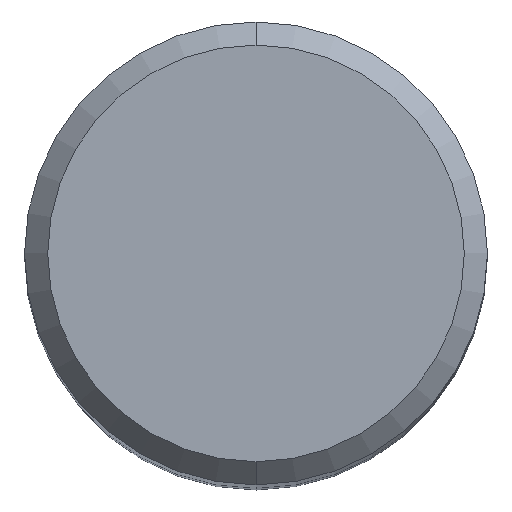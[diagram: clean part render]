
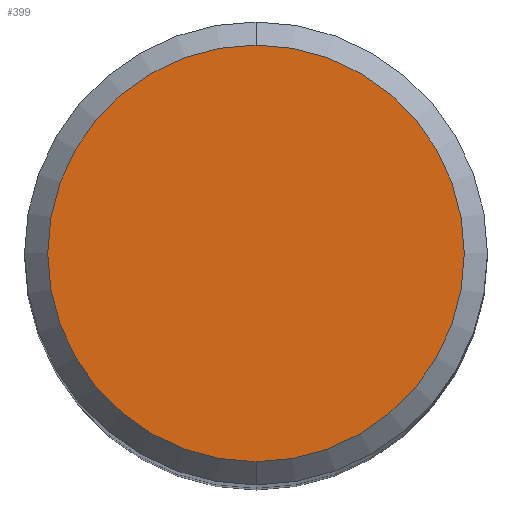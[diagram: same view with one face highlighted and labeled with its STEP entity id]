
A CAD part, top view. The second image highlights one B-rep face of the part: STEP entity #399.
In plain terms, the highlighted planar face has unit normal (0, 0, 1).
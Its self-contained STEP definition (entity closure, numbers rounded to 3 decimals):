
#183=EDGE_CURVE('',#369,#411,#476,.T.);
#277=EDGE_CURVE('',#411,#369,#583,.T.);
#369=VERTEX_POINT('',#684);
#399=ADVANCED_FACE('',(#715),#716,.T.);
#411=VERTEX_POINT('',#729);
#476=CIRCLE('',#823,4.5);
#583=CIRCLE('',#1016,4.5);
#684=CARTESIAN_POINT('',(0.0,4.5,0.0));
#715=FACE_OUTER_BOUND('',#1326,.T.);
#716=PLANE('',#1327);
#729=CARTESIAN_POINT('',(0.,-4.5,0.0));
#823=AXIS2_PLACEMENT_3D('',#1434,#1435,#1436);
#1016=AXIS2_PLACEMENT_3D('',#1576,#1577,#1578);
#1326=EDGE_LOOP('',(#1714,#1715));
#1327=AXIS2_PLACEMENT_3D('',#1716,#1717,#1718);
#1434=CARTESIAN_POINT('',(0.0,0.0,0.0));
#1435=DIRECTION('',(0.0,0.0,-1.0));
#1436=DIRECTION('',(0.0,1.0,0.0));
#1576=CARTESIAN_POINT('',(0.0,0.0,0.0));
#1577=DIRECTION('',(0.0,0.0,-1.0));
#1578=DIRECTION('',(0.0,1.0,0.0));
#1714=ORIENTED_EDGE('',*,*,#183,.F.);
#1715=ORIENTED_EDGE('',*,*,#277,.F.);
#1716=CARTESIAN_POINT('',(0.0,2.25,0.0));
#1717=DIRECTION('',(-0.0,0.0,1.0));
#1718=DIRECTION('',(0.0,-1.0,0.0));
